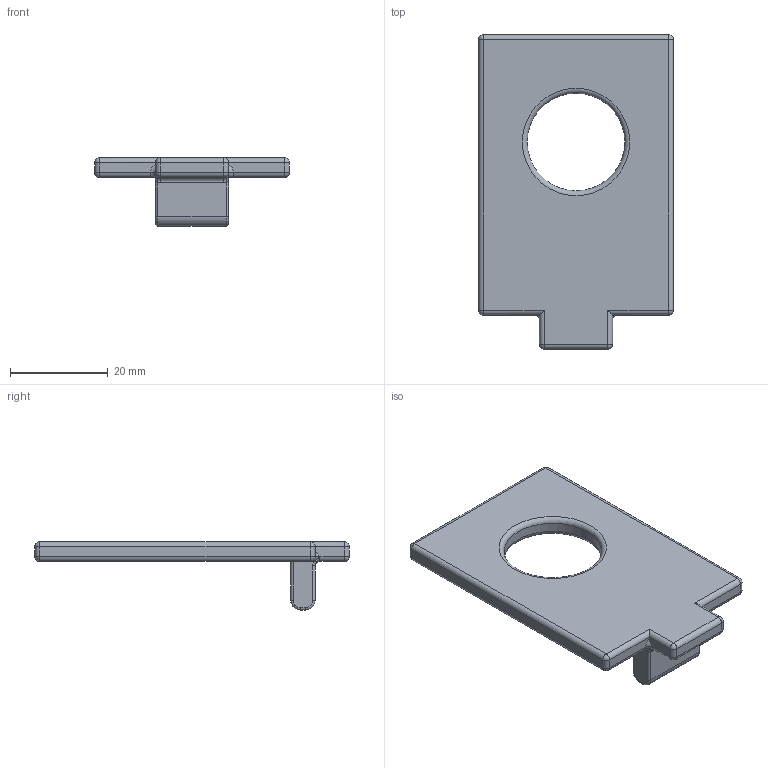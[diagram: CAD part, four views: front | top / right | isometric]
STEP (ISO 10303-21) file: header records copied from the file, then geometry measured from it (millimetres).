
FILE_DESCRIPTION(/* description */ (''),/* implementation_level */ '2;1');
FILE_NAME(/* name */ '5960 Single Filter Holder.step',/* time_stamp */ '2024-04-20T14:00:17-06:00',/* author */ (''),/* organization */ (''),/* preprocessor_version */ 'ST-DEVELOPER v20',/* originating_system */ 'Autodesk Translation Framework v12.20.1.177',/* authorisation */ '');
FILE_SCHEMA (('AUTOMOTIVE_DESIGN { 1 0 10303 214 3 1 1 }'));
Length unit declared in the file: millimetre
Products named in the file (1): 5960 Single Filter Holder
Bounding box: 40 x 64.5 x 14 mm (x, y, z)
Volume: 8965.4 mm3; surface area: 5378.2 mm2
Topology: 1 solids, 1 shells, 76 faces, 164 edges, 90 vertices
Faces by surface type: cylinder 32, plane 18, sphere 12, torus 12, bspline 2
Full cylindrical faces by diameter (mm): 20.025 x1
Entity records: 2145 total; most frequent: CARTESIAN_POINT 449, DIRECTION 380, ORIENTED_EDGE 328, EDGE_CURVE 164, AXIS2_PLACEMENT_3D 155, VERTEX_POINT 90, EDGE_LOOP 78, CIRCLE 78
